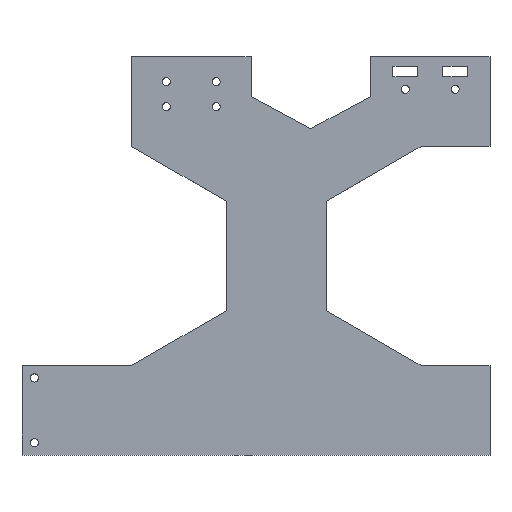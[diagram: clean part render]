
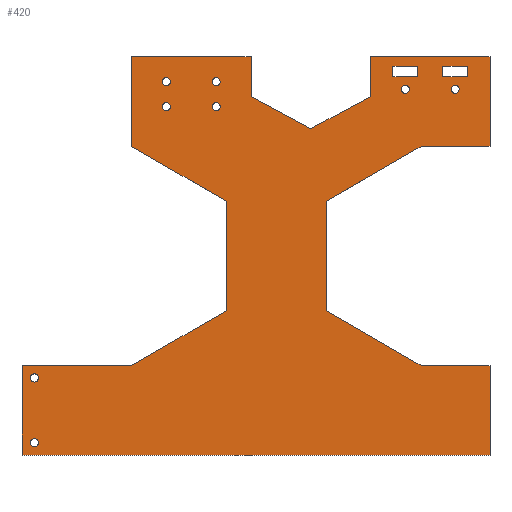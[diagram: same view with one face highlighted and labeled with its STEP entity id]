
A CAD part, top view. The second image highlights one B-rep face of the part: STEP entity #420.
In plain terms, the highlighted planar face has unit normal (0, 0, 1).
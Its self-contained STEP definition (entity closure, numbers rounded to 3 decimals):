
#24 = VERTEX_POINT('',#25);
#25 = CARTESIAN_POINT('',(-50.,-44.,4.));
#31 = EDGE_CURVE('',#24,#32,#34,.T.);
#32 = VERTEX_POINT('',#33);
#33 = CARTESIAN_POINT('',(-11.895,-22.,4.));
#34 = LINE('',#35,#36);
#35 = CARTESIAN_POINT('',(-50.,-44.,4.));
#36 = VECTOR('',#37,1.);
#37 = DIRECTION('',(0.866,0.5,0.));
#62 = EDGE_CURVE('',#24,#63,#65,.T.);
#63 = VERTEX_POINT('',#64);
#64 = CARTESIAN_POINT('',(-94.,-44.,4.));
#65 = LINE('',#66,#67);
#66 = CARTESIAN_POINT('',(-50.,-44.,4.));
#67 = VECTOR('',#68,1.);
#68 = DIRECTION('',(-1.,0.,0.));
#93 = EDGE_CURVE('',#32,#94,#96,.T.);
#94 = VERTEX_POINT('',#95);
#95 = CARTESIAN_POINT('',(-11.895,22.,4.));
#96 = LINE('',#97,#98);
#97 = CARTESIAN_POINT('',(-11.895,-22.,4.));
#98 = VECTOR('',#99,1.);
#99 = DIRECTION('',(0.,1.,0.));
#420 = ADVANCED_FACE('',(#421,#560,#571,#582,#593,#604,#615,#626,#637,
    #671,#682),#716,.T.);
#421 = FACE_BOUND('',#422,.T.);
#422 = EDGE_LOOP('',(#423,#424,#425,#433,#441,#449,#457,#465,#473,#481,
    #489,#497,#505,#513,#521,#529,#537,#545,#553,#559));
#423 = ORIENTED_EDGE('',*,*,#31,.F.);
#424 = ORIENTED_EDGE('',*,*,#62,.T.);
#425 = ORIENTED_EDGE('',*,*,#426,.T.);
#426 = EDGE_CURVE('',#63,#427,#429,.T.);
#427 = VERTEX_POINT('',#428);
#428 = CARTESIAN_POINT('',(-94.,-80.,4.));
#429 = LINE('',#430,#431);
#430 = CARTESIAN_POINT('',(-94.,-44.,4.));
#431 = VECTOR('',#432,1.);
#432 = DIRECTION('',(0.,-1.,0.));
#433 = ORIENTED_EDGE('',*,*,#434,.F.);
#434 = EDGE_CURVE('',#435,#427,#437,.T.);
#435 = VERTEX_POINT('',#436);
#436 = CARTESIAN_POINT('',(94.,-80.,4.));
#437 = LINE('',#438,#439);
#438 = CARTESIAN_POINT('',(94.,-80.,4.));
#439 = VECTOR('',#440,1.);
#440 = DIRECTION('',(-1.,0.,0.));
#441 = ORIENTED_EDGE('',*,*,#442,.F.);
#442 = EDGE_CURVE('',#443,#435,#445,.T.);
#443 = VERTEX_POINT('',#444);
#444 = CARTESIAN_POINT('',(94.,-44.,4.));
#445 = LINE('',#446,#447);
#446 = CARTESIAN_POINT('',(94.,-44.,4.));
#447 = VECTOR('',#448,1.);
#448 = DIRECTION('',(0.,-1.,0.));
#449 = ORIENTED_EDGE('',*,*,#450,.T.);
#450 = EDGE_CURVE('',#443,#451,#453,.T.);
#451 = VERTEX_POINT('',#452);
#452 = CARTESIAN_POINT('',(66.29,-44.,4.));
#453 = LINE('',#454,#455);
#454 = CARTESIAN_POINT('',(94.,-44.,4.));
#455 = VECTOR('',#456,1.);
#456 = DIRECTION('',(-1.,0.,0.));
#457 = ORIENTED_EDGE('',*,*,#458,.F.);
#458 = EDGE_CURVE('',#459,#451,#461,.T.);
#459 = VERTEX_POINT('',#460);
#460 = CARTESIAN_POINT('',(28.185,-22.,4.));
#461 = LINE('',#462,#463);
#462 = CARTESIAN_POINT('',(28.185,-22.,4.));
#463 = VECTOR('',#464,1.);
#464 = DIRECTION('',(0.866,-0.5,0.));
#465 = ORIENTED_EDGE('',*,*,#466,.F.);
#466 = EDGE_CURVE('',#467,#459,#469,.T.);
#467 = VERTEX_POINT('',#468);
#468 = CARTESIAN_POINT('',(28.185,22.,4.));
#469 = LINE('',#470,#471);
#470 = CARTESIAN_POINT('',(28.185,22.,4.));
#471 = VECTOR('',#472,1.);
#472 = DIRECTION('',(0.,-1.,0.));
#473 = ORIENTED_EDGE('',*,*,#474,.F.);
#474 = EDGE_CURVE('',#475,#467,#477,.T.);
#475 = VERTEX_POINT('',#476);
#476 = CARTESIAN_POINT('',(66.29,44.,4.));
#477 = LINE('',#478,#479);
#478 = CARTESIAN_POINT('',(66.29,44.,4.));
#479 = VECTOR('',#480,1.);
#480 = DIRECTION('',(-0.866,-0.5,0.));
#481 = ORIENTED_EDGE('',*,*,#482,.T.);
#482 = EDGE_CURVE('',#475,#483,#485,.T.);
#483 = VERTEX_POINT('',#484);
#484 = CARTESIAN_POINT('',(94.,44.,4.));
#485 = LINE('',#486,#487);
#486 = CARTESIAN_POINT('',(66.29,44.,4.));
#487 = VECTOR('',#488,1.);
#488 = DIRECTION('',(1.,0.,0.));
#489 = ORIENTED_EDGE('',*,*,#490,.F.);
#490 = EDGE_CURVE('',#491,#483,#493,.T.);
#491 = VERTEX_POINT('',#492);
#492 = CARTESIAN_POINT('',(94.,80.,4.));
#493 = LINE('',#494,#495);
#494 = CARTESIAN_POINT('',(94.,80.,4.));
#495 = VECTOR('',#496,1.);
#496 = DIRECTION('',(0.,-1.,0.));
#497 = ORIENTED_EDGE('',*,*,#498,.F.);
#498 = EDGE_CURVE('',#499,#491,#501,.T.);
#499 = VERTEX_POINT('',#500);
#500 = CARTESIAN_POINT('',(46.,80.,4.));
#501 = LINE('',#502,#503);
#502 = CARTESIAN_POINT('',(46.,80.,4.));
#503 = VECTOR('',#504,1.);
#504 = DIRECTION('',(1.,0.,0.));
#505 = ORIENTED_EDGE('',*,*,#506,.F.);
#506 = EDGE_CURVE('',#507,#499,#509,.T.);
#507 = VERTEX_POINT('',#508);
#508 = CARTESIAN_POINT('',(46.,64.,4.));
#509 = LINE('',#510,#511);
#510 = CARTESIAN_POINT('',(46.,64.,4.));
#511 = VECTOR('',#512,1.);
#512 = DIRECTION('',(0.,1.,0.));
#513 = ORIENTED_EDGE('',*,*,#514,.F.);
#514 = EDGE_CURVE('',#515,#507,#517,.T.);
#515 = VERTEX_POINT('',#516);
#516 = CARTESIAN_POINT('',(22.,51.156,4.));
#517 = LINE('',#518,#519);
#518 = CARTESIAN_POINT('',(22.,51.156,4.));
#519 = VECTOR('',#520,1.);
#520 = DIRECTION('',(0.882,0.472,0.));
#521 = ORIENTED_EDGE('',*,*,#522,.F.);
#522 = EDGE_CURVE('',#523,#515,#525,.T.);
#523 = VERTEX_POINT('',#524);
#524 = CARTESIAN_POINT('',(-2.,64.,4.));
#525 = LINE('',#526,#527);
#526 = CARTESIAN_POINT('',(-2.,64.,4.));
#527 = VECTOR('',#528,1.);
#528 = DIRECTION('',(0.882,-0.472,0.));
#529 = ORIENTED_EDGE('',*,*,#530,.F.);
#530 = EDGE_CURVE('',#531,#523,#533,.T.);
#531 = VERTEX_POINT('',#532);
#532 = CARTESIAN_POINT('',(-2.,80.,4.));
#533 = LINE('',#534,#535);
#534 = CARTESIAN_POINT('',(-2.,80.,4.));
#535 = VECTOR('',#536,1.);
#536 = DIRECTION('',(0.,-1.,0.));
#537 = ORIENTED_EDGE('',*,*,#538,.F.);
#538 = EDGE_CURVE('',#539,#531,#541,.T.);
#539 = VERTEX_POINT('',#540);
#540 = CARTESIAN_POINT('',(-50.,80.,4.));
#541 = LINE('',#542,#543);
#542 = CARTESIAN_POINT('',(-50.,80.,4.));
#543 = VECTOR('',#544,1.);
#544 = DIRECTION('',(1.,0.,0.));
#545 = ORIENTED_EDGE('',*,*,#546,.T.);
#546 = EDGE_CURVE('',#539,#547,#549,.T.);
#547 = VERTEX_POINT('',#548);
#548 = CARTESIAN_POINT('',(-50.,44.,4.));
#549 = LINE('',#550,#551);
#550 = CARTESIAN_POINT('',(-50.,80.,4.));
#551 = VECTOR('',#552,1.);
#552 = DIRECTION('',(0.,-1.,0.));
#553 = ORIENTED_EDGE('',*,*,#554,.F.);
#554 = EDGE_CURVE('',#94,#547,#555,.T.);
#555 = LINE('',#556,#557);
#556 = CARTESIAN_POINT('',(-11.895,22.,4.));
#557 = VECTOR('',#558,1.);
#558 = DIRECTION('',(-0.866,0.5,0.));
#559 = ORIENTED_EDGE('',*,*,#93,.F.);
#560 = FACE_BOUND('',#561,.T.);
#561 = EDGE_LOOP('',(#562));
#562 = ORIENTED_EDGE('',*,*,#563,.F.);
#563 = EDGE_CURVE('',#564,#564,#566,.T.);
#564 = VERTEX_POINT('',#565);
#565 = CARTESIAN_POINT('',(-87.375,-75.,4.));
#566 = CIRCLE('',#567,1.625);
#567 = AXIS2_PLACEMENT_3D('',#568,#569,#570);
#568 = CARTESIAN_POINT('',(-89.,-75.,4.));
#569 = DIRECTION('',(0.,0.,1.));
#570 = DIRECTION('',(1.,0.,0.));
#571 = FACE_BOUND('',#572,.T.);
#572 = EDGE_LOOP('',(#573));
#573 = ORIENTED_EDGE('',*,*,#574,.F.);
#574 = EDGE_CURVE('',#575,#575,#577,.T.);
#575 = VERTEX_POINT('',#576);
#576 = CARTESIAN_POINT('',(-87.375,-49.,4.));
#577 = CIRCLE('',#578,1.625);
#578 = AXIS2_PLACEMENT_3D('',#579,#580,#581);
#579 = CARTESIAN_POINT('',(-89.,-49.,4.));
#580 = DIRECTION('',(0.,0.,1.));
#581 = DIRECTION('',(1.,0.,0.));
#582 = FACE_BOUND('',#583,.T.);
#583 = EDGE_LOOP('',(#584));
#584 = ORIENTED_EDGE('',*,*,#585,.F.);
#585 = EDGE_CURVE('',#586,#586,#588,.T.);
#586 = VERTEX_POINT('',#587);
#587 = CARTESIAN_POINT('',(-34.375,60.,4.));
#588 = CIRCLE('',#589,1.625);
#589 = AXIS2_PLACEMENT_3D('',#590,#591,#592);
#590 = CARTESIAN_POINT('',(-36.,60.,4.));
#591 = DIRECTION('',(0.,0.,1.));
#592 = DIRECTION('',(1.,0.,0.));
#593 = FACE_BOUND('',#594,.T.);
#594 = EDGE_LOOP('',(#595));
#595 = ORIENTED_EDGE('',*,*,#596,.F.);
#596 = EDGE_CURVE('',#597,#597,#599,.T.);
#597 = VERTEX_POINT('',#598);
#598 = CARTESIAN_POINT('',(-34.375,70.,4.));
#599 = CIRCLE('',#600,1.625);
#600 = AXIS2_PLACEMENT_3D('',#601,#602,#603);
#601 = CARTESIAN_POINT('',(-36.,70.,4.));
#602 = DIRECTION('',(0.,0.,1.));
#603 = DIRECTION('',(1.,0.,0.));
#604 = FACE_BOUND('',#605,.T.);
#605 = EDGE_LOOP('',(#606));
#606 = ORIENTED_EDGE('',*,*,#607,.F.);
#607 = EDGE_CURVE('',#608,#608,#610,.T.);
#608 = VERTEX_POINT('',#609);
#609 = CARTESIAN_POINT('',(-14.375,60.,4.));
#610 = CIRCLE('',#611,1.625);
#611 = AXIS2_PLACEMENT_3D('',#612,#613,#614);
#612 = CARTESIAN_POINT('',(-16.,60.,4.));
#613 = DIRECTION('',(0.,0.,1.));
#614 = DIRECTION('',(1.,0.,0.));
#615 = FACE_BOUND('',#616,.T.);
#616 = EDGE_LOOP('',(#617));
#617 = ORIENTED_EDGE('',*,*,#618,.F.);
#618 = EDGE_CURVE('',#619,#619,#621,.T.);
#619 = VERTEX_POINT('',#620);
#620 = CARTESIAN_POINT('',(-14.375,70.,4.));
#621 = CIRCLE('',#622,1.625);
#622 = AXIS2_PLACEMENT_3D('',#623,#624,#625);
#623 = CARTESIAN_POINT('',(-16.,70.,4.));
#624 = DIRECTION('',(0.,0.,1.));
#625 = DIRECTION('',(1.,0.,0.));
#626 = FACE_BOUND('',#627,.T.);
#627 = EDGE_LOOP('',(#628));
#628 = ORIENTED_EDGE('',*,*,#629,.F.);
#629 = EDGE_CURVE('',#630,#630,#632,.T.);
#630 = VERTEX_POINT('',#631);
#631 = CARTESIAN_POINT('',(61.625,67.,4.));
#632 = CIRCLE('',#633,1.625);
#633 = AXIS2_PLACEMENT_3D('',#634,#635,#636);
#634 = CARTESIAN_POINT('',(60.,67.,4.));
#635 = DIRECTION('',(0.,0.,1.));
#636 = DIRECTION('',(1.,0.,0.));
#637 = FACE_BOUND('',#638,.T.);
#638 = EDGE_LOOP('',(#639,#649,#657,#665));
#639 = ORIENTED_EDGE('',*,*,#640,.T.);
#640 = EDGE_CURVE('',#641,#643,#645,.T.);
#641 = VERTEX_POINT('',#642);
#642 = CARTESIAN_POINT('',(55.,72.,4.));
#643 = VERTEX_POINT('',#644);
#644 = CARTESIAN_POINT('',(55.,76.25,4.));
#645 = LINE('',#646,#647);
#646 = CARTESIAN_POINT('',(55.,72.,4.));
#647 = VECTOR('',#648,1.);
#648 = DIRECTION('',(0.,1.,0.));
#649 = ORIENTED_EDGE('',*,*,#650,.T.);
#650 = EDGE_CURVE('',#643,#651,#653,.T.);
#651 = VERTEX_POINT('',#652);
#652 = CARTESIAN_POINT('',(65.,76.25,4.));
#653 = LINE('',#654,#655);
#654 = CARTESIAN_POINT('',(55.,76.25,4.));
#655 = VECTOR('',#656,1.);
#656 = DIRECTION('',(1.,0.,0.));
#657 = ORIENTED_EDGE('',*,*,#658,.T.);
#658 = EDGE_CURVE('',#651,#659,#661,.T.);
#659 = VERTEX_POINT('',#660);
#660 = CARTESIAN_POINT('',(65.,72.,4.));
#661 = LINE('',#662,#663);
#662 = CARTESIAN_POINT('',(65.,76.25,4.));
#663 = VECTOR('',#664,1.);
#664 = DIRECTION('',(0.,-1.,0.));
#665 = ORIENTED_EDGE('',*,*,#666,.T.);
#666 = EDGE_CURVE('',#659,#641,#667,.T.);
#667 = LINE('',#668,#669);
#668 = CARTESIAN_POINT('',(65.,72.,4.));
#669 = VECTOR('',#670,1.);
#670 = DIRECTION('',(-1.,0.,0.));
#671 = FACE_BOUND('',#672,.T.);
#672 = EDGE_LOOP('',(#673));
#673 = ORIENTED_EDGE('',*,*,#674,.F.);
#674 = EDGE_CURVE('',#675,#675,#677,.T.);
#675 = VERTEX_POINT('',#676);
#676 = CARTESIAN_POINT('',(81.625,67.,4.));
#677 = CIRCLE('',#678,1.625);
#678 = AXIS2_PLACEMENT_3D('',#679,#680,#681);
#679 = CARTESIAN_POINT('',(80.,67.,4.));
#680 = DIRECTION('',(0.,0.,1.));
#681 = DIRECTION('',(1.,0.,0.));
#682 = FACE_BOUND('',#683,.T.);
#683 = EDGE_LOOP('',(#684,#694,#702,#710));
#684 = ORIENTED_EDGE('',*,*,#685,.T.);
#685 = EDGE_CURVE('',#686,#688,#690,.T.);
#686 = VERTEX_POINT('',#687);
#687 = CARTESIAN_POINT('',(75.,72.,4.));
#688 = VERTEX_POINT('',#689);
#689 = CARTESIAN_POINT('',(75.,76.25,4.));
#690 = LINE('',#691,#692);
#691 = CARTESIAN_POINT('',(75.,72.,4.));
#692 = VECTOR('',#693,1.);
#693 = DIRECTION('',(0.,1.,0.));
#694 = ORIENTED_EDGE('',*,*,#695,.T.);
#695 = EDGE_CURVE('',#688,#696,#698,.T.);
#696 = VERTEX_POINT('',#697);
#697 = CARTESIAN_POINT('',(85.,76.25,4.));
#698 = LINE('',#699,#700);
#699 = CARTESIAN_POINT('',(75.,76.25,4.));
#700 = VECTOR('',#701,1.);
#701 = DIRECTION('',(1.,0.,0.));
#702 = ORIENTED_EDGE('',*,*,#703,.T.);
#703 = EDGE_CURVE('',#696,#704,#706,.T.);
#704 = VERTEX_POINT('',#705);
#705 = CARTESIAN_POINT('',(85.,72.,4.));
#706 = LINE('',#707,#708);
#707 = CARTESIAN_POINT('',(85.,76.25,4.));
#708 = VECTOR('',#709,1.);
#709 = DIRECTION('',(0.,-1.,0.));
#710 = ORIENTED_EDGE('',*,*,#711,.T.);
#711 = EDGE_CURVE('',#704,#686,#712,.T.);
#712 = LINE('',#713,#714);
#713 = CARTESIAN_POINT('',(85.,72.,4.));
#714 = VECTOR('',#715,1.);
#715 = DIRECTION('',(-1.,0.,0.));
#716 = PLANE('',#717);
#717 = AXIS2_PLACEMENT_3D('',#718,#719,#720);
#718 = CARTESIAN_POINT('',(10.277,-4.394,4.));
#719 = DIRECTION('',(0.,0.,1.));
#720 = DIRECTION('',(1.,0.,0.));
